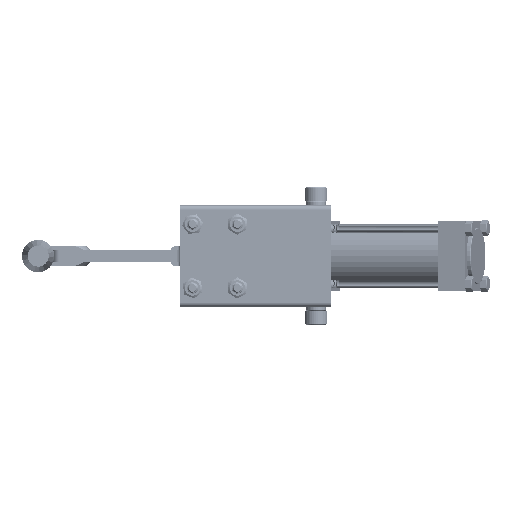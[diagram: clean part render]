
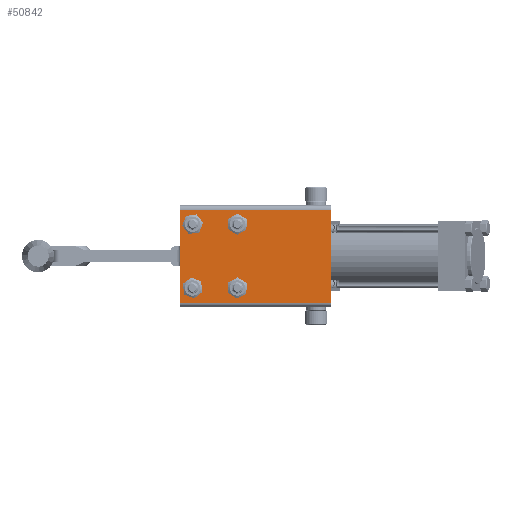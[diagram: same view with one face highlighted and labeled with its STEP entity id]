
A CAD part, front view. The second image highlights one B-rep face of the part: STEP entity #50842.
In plain terms, the highlighted planar face has unit normal (0, -1, 0).
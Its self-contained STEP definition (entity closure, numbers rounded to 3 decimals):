
#71 = CARTESIAN_POINT ( 'NONE',  ( 10.311, -65.04, 72. ) ) ;
#565 = DIRECTION ( 'NONE',  ( 0., 0., 1. ) ) ;
#567 = CARTESIAN_POINT ( 'NONE',  ( 10.311, -65.04, 3. ) ) ;
#1400 = DIRECTION ( 'NONE',  ( -1., 0., 0. ) ) ;
#2001 = DIRECTION ( 'NONE',  ( 0., 0., 1. ) ) ;
#2035 = FACE_BOUND ( 'NONE', #51356, .T. ) ;
#2134 = EDGE_CURVE ( 'NONE', #17317, #71937, #22094, .T. ) ;
#2311 = DIRECTION ( 'NONE',  ( 0., 0., 1. ) ) ;
#4127 = ORIENTED_EDGE ( 'NONE', *, *, #69360, .T. ) ;
#5779 = AXIS2_PLACEMENT_3D ( 'NONE', #20583, #59911, #26260 ) ;
#6437 = EDGE_LOOP ( 'NONE', ( #44936, #61585 ) ) ;
#6836 = EDGE_CURVE ( 'NONE', #28507, #16244, #11121, .T. ) ;
#7352 = DIRECTION ( 'NONE',  ( 0., 1., 0. ) ) ;
#7508 = VERTEX_POINT ( 'NONE', #41319 ) ;
#9262 = DIRECTION ( 'NONE',  ( 0., 1., 0. ) ) ;
#9283 = DIRECTION ( 'NONE',  ( 0., 1., 0. ) ) ;
#9663 = AXIS2_PLACEMENT_3D ( 'NONE', #41110, #7352, #46733 ) ;
#11093 = ORIENTED_EDGE ( 'NONE', *, *, #2134, .T. ) ;
#11121 = CIRCLE ( 'NONE', #69149, 4.35 ) ;
#11332 = ORIENTED_EDGE ( 'NONE', *, *, #55118, .T. ) ;
#12751 = LINE ( 'NONE', #57449, #26022 ) ;
#13564 = CIRCLE ( 'NONE', #29774, 4.35 ) ;
#13645 = ORIENTED_EDGE ( 'NONE', *, *, #52135, .T. ) ;
#13882 = DIRECTION ( 'NONE',  ( 0., 0., 1. ) ) ;
#14516 = VERTEX_POINT ( 'NONE', #42332 ) ;
#15186 = ORIENTED_EDGE ( 'NONE', *, *, #43401, .T. ) ;
#16244 = VERTEX_POINT ( 'NONE', #48749 ) ;
#17317 = VERTEX_POINT ( 'NONE', #53293 ) ;
#17622 = EDGE_LOOP ( 'NONE', ( #62885, #15186 ) ) ;
#18468 = EDGE_CURVE ( 'NONE', #19803, #14516, #45994, .T. ) ;
#18729 = FACE_BOUND ( 'NONE', #41489, .T. ) ;
#18965 = VERTEX_POINT ( 'NONE', #40378 ) ;
#19578 = CARTESIAN_POINT ( 'NONE',  ( 10.311, -65.04, 3. ) ) ;
#19803 = VERTEX_POINT ( 'NONE', #30172 ) ;
#20583 = CARTESIAN_POINT ( 'NONE',  ( -87.789, -65.04, 13.35 ) ) ;
#21184 = EDGE_CURVE ( 'NONE', #7508, #18965, #60707, .T. ) ;
#22094 = LINE ( 'NONE', #19578, #67018 ) ;
#22606 = VERTEX_POINT ( 'NONE', #68115 ) ;
#24987 = CARTESIAN_POINT ( 'NONE',  ( 10.311, -65.04, 72. ) ) ;
#25243 = DIRECTION ( 'NONE',  ( 0., 1., 0. ) ) ;
#26022 = VECTOR ( 'NONE', #1400, 1000. ) ;
#26105 = AXIS2_PLACEMENT_3D ( 'NONE', #43054, #9283, #48688 ) ;
#26260 = DIRECTION ( 'NONE',  ( 0., 0., 1. ) ) ;
#28339 = ORIENTED_EDGE ( 'NONE', *, *, #6836, .T. ) ;
#28495 = LINE ( 'NONE', #57540, #41748 ) ;
#28507 = VERTEX_POINT ( 'NONE', #58698 ) ;
#28996 = CIRCLE ( 'NONE', #5779, 4.35 ) ;
#29774 = AXIS2_PLACEMENT_3D ( 'NONE', #69357, #35734, #2001 ) ;
#30172 = CARTESIAN_POINT ( 'NONE',  ( -60.339, -65.04, 58.65 ) ) ;
#30211 = FACE_BOUND ( 'NONE', #17622, .T. ) ;
#31126 = AXIS2_PLACEMENT_3D ( 'NONE', #69650, #36029, #2311 ) ;
#34301 = DIRECTION ( 'NONE',  ( 0., 1., 0. ) ) ;
#35734 = DIRECTION ( 'NONE',  ( 0., 1., 0. ) ) ;
#36029 = DIRECTION ( 'NONE',  ( 0., 1., 0. ) ) ;
#36195 = CARTESIAN_POINT ( 'NONE',  ( 10.311, -65.04, 69. ) ) ;
#36355 = PLANE ( 'NONE',  #41664 ) ;
#36559 = EDGE_CURVE ( 'NONE', #18965, #7508, #28996, .T. ) ;
#40378 = CARTESIAN_POINT ( 'NONE',  ( -83.439, -65.04, 13.35 ) ) ;
#41110 = CARTESIAN_POINT ( 'NONE',  ( -87.789, -65.04, 58.65 ) ) ;
#41176 = EDGE_LOOP ( 'NONE', ( #69887, #11093, #49221, #4127 ) ) ;
#41319 = CARTESIAN_POINT ( 'NONE',  ( -92.139, -65.04, 13.35 ) ) ;
#41489 = EDGE_LOOP ( 'NONE', ( #11332, #28339 ) ) ;
#41527 = DIRECTION ( 'NONE',  ( 0., 1., 0. ) ) ;
#41664 = AXIS2_PLACEMENT_3D ( 'NONE', #24987, #41527, #13882 ) ;
#41748 = VECTOR ( 'NONE', #63189, 1000. ) ;
#41908 = VERTEX_POINT ( 'NONE', #68132 ) ;
#42032 = CARTESIAN_POINT ( 'NONE',  ( -51.639, -65.04, 13.35 ) ) ;
#42332 = CARTESIAN_POINT ( 'NONE',  ( -51.639, -65.04, 58.65 ) ) ;
#43035 = CARTESIAN_POINT ( 'NONE',  ( -87.789, -65.04, 13.35 ) ) ;
#43054 = CARTESIAN_POINT ( 'NONE',  ( -55.989, -65.04, 13.35 ) ) ;
#43309 = EDGE_CURVE ( 'NONE', #56984, #71937, #56939, .T. ) ;
#43401 = EDGE_CURVE ( 'NONE', #14516, #19803, #70138, .T. ) ;
#44936 = ORIENTED_EDGE ( 'NONE', *, *, #21184, .T. ) ;
#45106 = DIRECTION ( 'NONE',  ( 0., 0., -1. ) ) ;
#45167 = FACE_BOUND ( 'NONE', #6437, .T. ) ;
#45994 = CIRCLE ( 'NONE', #31126, 4.35 ) ;
#46733 = DIRECTION ( 'NONE',  ( 0., 0., 1. ) ) ;
#48664 = DIRECTION ( 'NONE',  ( 0., 0., 1. ) ) ;
#48688 = DIRECTION ( 'NONE',  ( 0., 0., 1. ) ) ;
#48749 = CARTESIAN_POINT ( 'NONE',  ( -92.139, -65.04, 58.65 ) ) ;
#49101 = EDGE_CURVE ( 'NONE', #68237, #41908, #13564, .T. ) ;
#49221 = ORIENTED_EDGE ( 'NONE', *, *, #43309, .F. ) ;
#49248 = ORIENTED_EDGE ( 'NONE', *, *, #49101, .T. ) ;
#50077 = EDGE_CURVE ( 'NONE', #22606, #17317, #28495, .T. ) ;
#50842 = ADVANCED_FACE ( 'NONE', ( #18729, #30211, #2035, #45167, #60091 ), #36355, .F. ) ;
#51356 = EDGE_LOOP ( 'NONE', ( #13645, #49248 ) ) ;
#51815 = AXIS2_PLACEMENT_3D ( 'NONE', #67954, #34301, #565 ) ;
#52135 = EDGE_CURVE ( 'NONE', #41908, #68237, #65490, .T. ) ;
#53293 = CARTESIAN_POINT ( 'NONE',  ( -96.489, -65.04, 3. ) ) ;
#53814 = AXIS2_PLACEMENT_3D ( 'NONE', #43035, #9262, #48664 ) ;
#55118 = EDGE_CURVE ( 'NONE', #16244, #28507, #72361, .T. ) ;
#56939 = LINE ( 'NONE', #71, #60460 ) ;
#56984 = VERTEX_POINT ( 'NONE', #36195 ) ;
#57449 = CARTESIAN_POINT ( 'NONE',  ( -96.489, -65.04, 69. ) ) ;
#57540 = CARTESIAN_POINT ( 'NONE',  ( -96.489, -65.04, 72. ) ) ;
#58698 = CARTESIAN_POINT ( 'NONE',  ( -83.439, -65.04, 58.65 ) ) ;
#58921 = CARTESIAN_POINT ( 'NONE',  ( -87.789, -65.04, 58.65 ) ) ;
#58925 = DIRECTION ( 'NONE',  ( 1., 0., 0. ) ) ;
#59911 = DIRECTION ( 'NONE',  ( 0., 1., 0. ) ) ;
#60091 = FACE_OUTER_BOUND ( 'NONE', #41176, .T. ) ;
#60460 = VECTOR ( 'NONE', #45106, 1000. ) ;
#60707 = CIRCLE ( 'NONE', #53814, 4.35 ) ;
#61585 = ORIENTED_EDGE ( 'NONE', *, *, #36559, .T. ) ;
#62885 = ORIENTED_EDGE ( 'NONE', *, *, #18468, .T. ) ;
#63189 = DIRECTION ( 'NONE',  ( 0., 0., -1. ) ) ;
#64616 = DIRECTION ( 'NONE',  ( 0., 0., 1. ) ) ;
#65490 = CIRCLE ( 'NONE', #26105, 4.35 ) ;
#67018 = VECTOR ( 'NONE', #58925, 1000. ) ;
#67954 = CARTESIAN_POINT ( 'NONE',  ( -55.989, -65.04, 58.65 ) ) ;
#68115 = CARTESIAN_POINT ( 'NONE',  ( -96.489, -65.04, 69. ) ) ;
#68132 = CARTESIAN_POINT ( 'NONE',  ( -60.339, -65.04, 13.35 ) ) ;
#68237 = VERTEX_POINT ( 'NONE', #42032 ) ;
#69149 = AXIS2_PLACEMENT_3D ( 'NONE', #58921, #25243, #64616 ) ;
#69357 = CARTESIAN_POINT ( 'NONE',  ( -55.989, -65.04, 13.35 ) ) ;
#69360 = EDGE_CURVE ( 'NONE', #56984, #22606, #12751, .T. ) ;
#69650 = CARTESIAN_POINT ( 'NONE',  ( -55.989, -65.04, 58.65 ) ) ;
#69887 = ORIENTED_EDGE ( 'NONE', *, *, #50077, .T. ) ;
#70138 = CIRCLE ( 'NONE', #51815, 4.35 ) ;
#71937 = VERTEX_POINT ( 'NONE', #567 ) ;
#72361 = CIRCLE ( 'NONE', #9663, 4.35 ) ;
